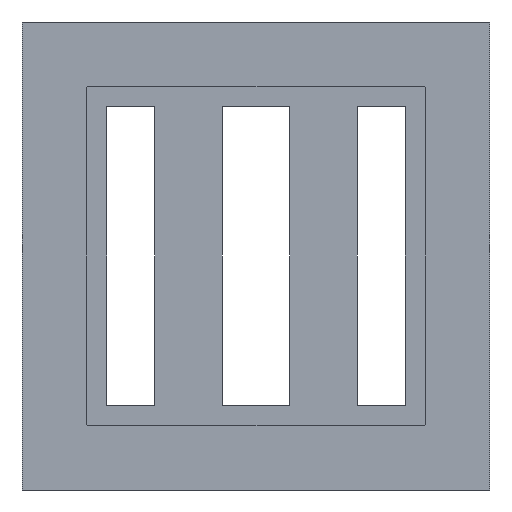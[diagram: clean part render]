
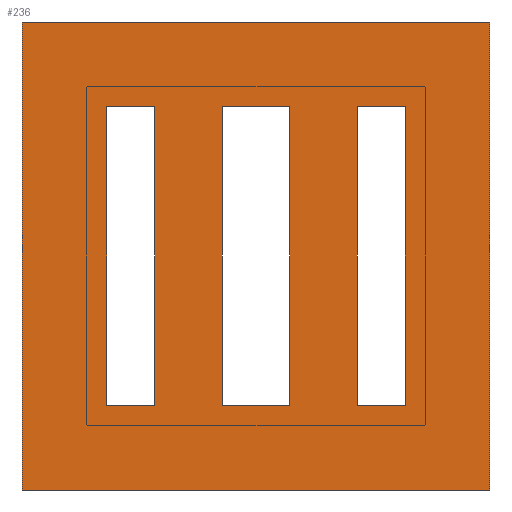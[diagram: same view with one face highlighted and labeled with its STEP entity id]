
A CAD part, front view. The second image highlights one B-rep face of the part: STEP entity #236.
In plain terms, the highlighted planar face has unit normal (0, -1, 0).
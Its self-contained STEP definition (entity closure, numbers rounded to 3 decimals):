
#2 = ORIENTED_EDGE ( 'NONE', *, *, #7, .F. ) ;
#5 = ORIENTED_EDGE ( 'NONE', *, *, #38, .F. ) ;
#7 = EDGE_CURVE ( 'NONE', #21, #162, #458, .T. ) ;
#10 = EDGE_LOOP ( 'NONE', ( #2, #5, #223, #225 ) ) ;
#11 = ORIENTED_EDGE ( 'NONE', *, *, #86, .T. ) ;
#12 = ORIENTED_EDGE ( 'NONE', *, *, #192, .F. ) ;
#13 = ORIENTED_EDGE ( 'NONE', *, *, #14, .T. ) ;
#14 = EDGE_CURVE ( 'NONE', #193, #87, #449, .T. ) ;
#21 = VERTEX_POINT ( 'NONE', #432 ) ;
#24 = VERTEX_POINT ( 'NONE', #431 ) ;
#38 = EDGE_CURVE ( 'NONE', #24, #21, #481, .T. ) ;
#84 = VERTEX_POINT ( 'NONE', #563 ) ;
#86 = EDGE_CURVE ( 'NONE', #87, #84, #562, .T. ) ;
#87 = VERTEX_POINT ( 'NONE', #558 ) ;
#93 = EDGE_CURVE ( 'NONE', #100, #101, #608, .T. ) ;
#95 = VERTEX_POINT ( 'NONE', #601 ) ;
#100 = VERTEX_POINT ( 'NONE', #589 ) ;
#101 = VERTEX_POINT ( 'NONE', #588 ) ;
#105 = EDGE_CURVE ( 'NONE', #95, #109, #644, .T. ) ;
#109 = VERTEX_POINT ( 'NONE', #636 ) ;
#162 = VERTEX_POINT ( 'NONE', #719 ) ;
#164 = EDGE_CURVE ( 'NONE', #165, #162, #718, .T. ) ;
#165 = VERTEX_POINT ( 'NONE', #714 ) ;
#192 = EDGE_CURVE ( 'NONE', #193, #194, #800, .T. ) ;
#193 = VERTEX_POINT ( 'NONE', #791 ) ;
#194 = VERTEX_POINT ( 'NONE', #790 ) ;
#207 = VERTEX_POINT ( 'NONE', #771 ) ;
#208 = VERTEX_POINT ( 'NONE', #770 ) ;
#209 = ORIENTED_EDGE ( 'NONE', *, *, #210, .F. ) ;
#210 = EDGE_CURVE ( 'NONE', #211, #207, #834, .T. ) ;
#211 = VERTEX_POINT ( 'NONE', #830 ) ;
#212 = ORIENTED_EDGE ( 'NONE', *, *, #213, .F. ) ;
#213 = EDGE_CURVE ( 'NONE', #214, #211, #829, .T. ) ;
#214 = VERTEX_POINT ( 'NONE', #825 ) ;
#215 = ORIENTED_EDGE ( 'NONE', *, *, #216, .F. ) ;
#216 = EDGE_CURVE ( 'NONE', #208, #214, #824, .T. ) ;
#223 = ORIENTED_EDGE ( 'NONE', *, *, #224, .T. ) ;
#224 = EDGE_CURVE ( 'NONE', #24, #165, #807, .T. ) ;
#225 = ORIENTED_EDGE ( 'NONE', *, *, #164, .T. ) ;
#226 = EDGE_LOOP ( 'NONE', ( #227, #228, #230, #231 ) ) ;
#227 = ORIENTED_EDGE ( 'NONE', *, *, #105, .T. ) ;
#228 = ORIENTED_EDGE ( 'NONE', *, *, #229, .F. ) ;
#229 = EDGE_CURVE ( 'NONE', #101, #109, #808, .T. ) ;
#230 = ORIENTED_EDGE ( 'NONE', *, *, #93, .F. ) ;
#231 = ORIENTED_EDGE ( 'NONE', *, *, #232, .T. ) ;
#232 = EDGE_CURVE ( 'NONE', #100, #95, #863, .T. ) ;
#233 = EDGE_LOOP ( 'NONE', ( #234, #209, #212, #215 ) ) ;
#234 = ORIENTED_EDGE ( 'NONE', *, *, #235, .F. ) ;
#235 = EDGE_CURVE ( 'NONE', #207, #208, #859, .T. ) ;
#236 = ADVANCED_FACE ( 'NONE', ( #855, #854, #853, #852 ), #851, .F. ) ;
#237 = EDGE_LOOP ( 'NONE', ( #238, #12, #13, #11 ) ) ;
#238 = ORIENTED_EDGE ( 'NONE', *, *, #239, .F. ) ;
#239 = EDGE_CURVE ( 'NONE', #194, #84, #849, .T. ) ;
#431 = CARTESIAN_POINT ( 'NONE',  ( 78.3, 0., -346.5 ) ) ;
#432 = CARTESIAN_POINT ( 'NONE',  ( 78.3, 0., 346.5 ) ) ;
#446 = DIRECTION ( 'NONE',  ( -1., 0., 0. ) ) ;
#447 = VECTOR ( 'NONE', #446, 1000. ) ;
#448 = CARTESIAN_POINT ( 'NONE',  ( 1197.69, 0., -346.5 ) ) ;
#449 = LINE ( 'NONE', #448, #447 ) ;
#455 = DIRECTION ( 'NONE',  ( -1., 0., 0. ) ) ;
#456 = VECTOR ( 'NONE', #455, 1000. ) ;
#457 = CARTESIAN_POINT ( 'NONE',  ( 1197.69, 0., 346.5 ) ) ;
#458 = LINE ( 'NONE', #457, #456 ) ;
#478 = DIRECTION ( 'NONE',  ( 0., 0., 1. ) ) ;
#479 = VECTOR ( 'NONE', #478, 1000. ) ;
#480 = CARTESIAN_POINT ( 'NONE',  ( 78.3, 0., -1242.69 ) ) ;
#481 = LINE ( 'NONE', #480, #479 ) ;
#558 = CARTESIAN_POINT ( 'NONE',  ( -346.5, 0., -346.5 ) ) ;
#559 = DIRECTION ( 'NONE',  ( 0., 0., 1. ) ) ;
#560 = VECTOR ( 'NONE', #559, 1000. ) ;
#561 = CARTESIAN_POINT ( 'NONE',  ( -346.5, 0., -1242.69 ) ) ;
#562 = LINE ( 'NONE', #561, #560 ) ;
#563 = CARTESIAN_POINT ( 'NONE',  ( -346.5, 0., 346.5 ) ) ;
#588 = CARTESIAN_POINT ( 'NONE',  ( 346.5, 0., 346.5 ) ) ;
#589 = CARTESIAN_POINT ( 'NONE',  ( 346.5, 0., -346.5 ) ) ;
#601 = CARTESIAN_POINT ( 'NONE',  ( 234.9, 0., -346.5 ) ) ;
#602 = DIRECTION ( 'NONE',  ( 0., 0., 1. ) ) ;
#603 = VECTOR ( 'NONE', #602, 1000. ) ;
#604 = CARTESIAN_POINT ( 'NONE',  ( 346.5, 0., -1242.69 ) ) ;
#608 = LINE ( 'NONE', #604, #603 ) ;
#636 = CARTESIAN_POINT ( 'NONE',  ( 234.9, 0., 346.5 ) ) ;
#641 = DIRECTION ( 'NONE',  ( 0., 0., 1. ) ) ;
#642 = VECTOR ( 'NONE', #641, 1000. ) ;
#643 = CARTESIAN_POINT ( 'NONE',  ( 234.9, 0., -1242.69 ) ) ;
#644 = LINE ( 'NONE', #643, #642 ) ;
#714 = CARTESIAN_POINT ( 'NONE',  ( -78.3, 0., -346.5 ) ) ;
#715 = DIRECTION ( 'NONE',  ( 0., 0., 1. ) ) ;
#716 = VECTOR ( 'NONE', #715, 1000. ) ;
#717 = CARTESIAN_POINT ( 'NONE',  ( -78.3, 0., -1242.69 ) ) ;
#718 = LINE ( 'NONE', #717, #716 ) ;
#719 = CARTESIAN_POINT ( 'NONE',  ( -78.3, 0., 346.5 ) ) ;
#770 = CARTESIAN_POINT ( 'NONE',  ( -542.5, 0., 542.5 ) ) ;
#771 = CARTESIAN_POINT ( 'NONE',  ( -542.5, 0., -542.5 ) ) ;
#790 = CARTESIAN_POINT ( 'NONE',  ( -234.9, 0., 346.5 ) ) ;
#791 = CARTESIAN_POINT ( 'NONE',  ( -234.9, 0., -346.5 ) ) ;
#792 = DIRECTION ( 'NONE',  ( 0., 0., 1. ) ) ;
#793 = VECTOR ( 'NONE', #792, 1000. ) ;
#794 = CARTESIAN_POINT ( 'NONE',  ( -234.9, 0., -1242.69 ) ) ;
#800 = LINE ( 'NONE', #794, #793 ) ;
#804 = DIRECTION ( 'NONE',  ( -1., 0., 0. ) ) ;
#805 = VECTOR ( 'NONE', #804, 1000. ) ;
#806 = CARTESIAN_POINT ( 'NONE',  ( 1197.69, 0., -346.5 ) ) ;
#807 = LINE ( 'NONE', #806, #805 ) ;
#808 = LINE ( 'NONE', #866, #865 ) ;
#821 = DIRECTION ( 'NONE',  ( 1., 0., 0. ) ) ;
#822 = VECTOR ( 'NONE', #821, 1000. ) ;
#823 = CARTESIAN_POINT ( 'NONE',  ( -542.5, 0., 542.5 ) ) ;
#824 = LINE ( 'NONE', #823, #822 ) ;
#825 = CARTESIAN_POINT ( 'NONE',  ( 542.5, 0., 542.5 ) ) ;
#826 = DIRECTION ( 'NONE',  ( 0., 0., -1. ) ) ;
#827 = VECTOR ( 'NONE', #826, 1000. ) ;
#828 = CARTESIAN_POINT ( 'NONE',  ( 542.5, 0., -542.5 ) ) ;
#829 = LINE ( 'NONE', #828, #827 ) ;
#830 = CARTESIAN_POINT ( 'NONE',  ( 542.5, 0., -542.5 ) ) ;
#831 = DIRECTION ( 'NONE',  ( -1., 0., 0. ) ) ;
#832 = VECTOR ( 'NONE', #831, 1000. ) ;
#833 = CARTESIAN_POINT ( 'NONE',  ( -542.5, 0., -542.5 ) ) ;
#834 = LINE ( 'NONE', #833, #832 ) ;
#843 = DIRECTION ( 'NONE',  ( -1., 0., 0. ) ) ;
#844 = VECTOR ( 'NONE', #843, 1000. ) ;
#845 = CARTESIAN_POINT ( 'NONE',  ( 1197.69, 0., 346.5 ) ) ;
#846 = DIRECTION ( 'NONE',  ( 0., 0., 1. ) ) ;
#847 = DIRECTION ( 'NONE',  ( 0., 1., 0. ) ) ;
#848 = AXIS2_PLACEMENT_3D ( 'NONE', #850, #847, #846 ) ;
#849 = LINE ( 'NONE', #845, #844 ) ;
#850 = CARTESIAN_POINT ( 'NONE',  ( 389.5, 0., -389.5 ) ) ;
#851 = PLANE ( 'NONE',  #848 ) ;
#852 = FACE_OUTER_BOUND ( 'NONE', #233, .T. ) ;
#853 = FACE_BOUND ( 'NONE', #226, .T. ) ;
#854 = FACE_BOUND ( 'NONE', #10, .T. ) ;
#855 = FACE_BOUND ( 'NONE', #237, .T. ) ;
#856 = DIRECTION ( 'NONE',  ( 0., 0., 1. ) ) ;
#857 = VECTOR ( 'NONE', #856, 1000. ) ;
#858 = CARTESIAN_POINT ( 'NONE',  ( -542.5, 0., -542.5 ) ) ;
#859 = LINE ( 'NONE', #858, #857 ) ;
#860 = DIRECTION ( 'NONE',  ( -1., 0., 0. ) ) ;
#861 = VECTOR ( 'NONE', #860, 1000. ) ;
#862 = CARTESIAN_POINT ( 'NONE',  ( 1197.69, 0., -346.5 ) ) ;
#863 = LINE ( 'NONE', #862, #861 ) ;
#864 = DIRECTION ( 'NONE',  ( -1., 0., 0. ) ) ;
#865 = VECTOR ( 'NONE', #864, 1000. ) ;
#866 = CARTESIAN_POINT ( 'NONE',  ( 1197.69, 0., 346.5 ) ) ;
